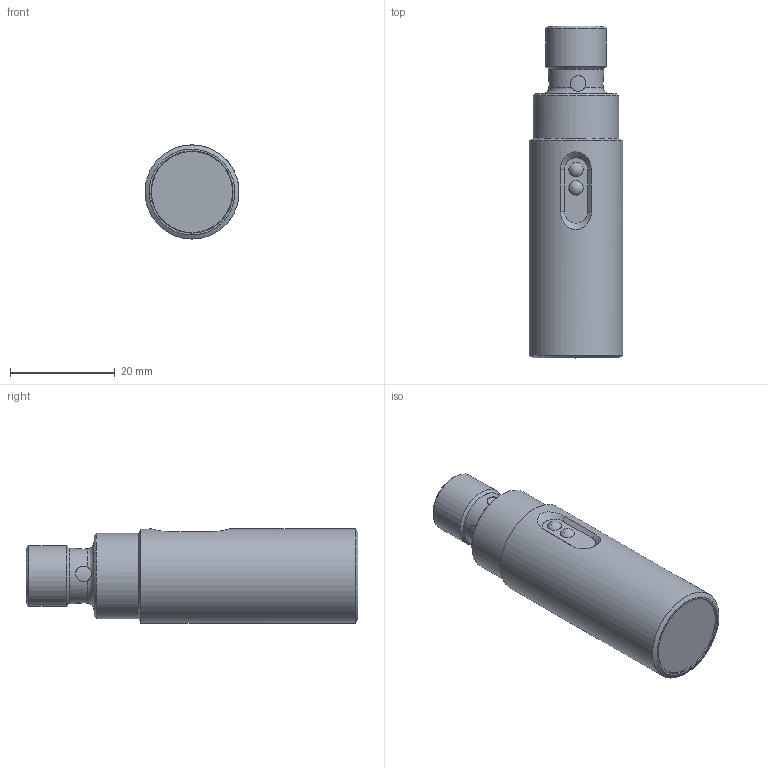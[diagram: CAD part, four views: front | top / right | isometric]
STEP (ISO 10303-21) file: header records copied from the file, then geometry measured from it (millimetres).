
FILE_DESCRIPTION (( 'STEP AP214' ), '1' );
FILE_NAME ('C18P-AN-1E.step', '2019-08-07T16:05:07', ( '' ), ( '' ), 'SwSTEP 2.0', 'SolidWorks 2018', '' );
FILE_SCHEMA (( 'AUTOMOTIVE_DESIGN' ));
Length unit declared in the file: inch
Products named in the file (1): C18P-AN-1E
Bounding box: 17.97 x 63.5 x 18 mm (x, y, z)
Volume: 13083.2 mm3; surface area: 4235.2 mm2
Topology: 1 solids, 2 shells, 54 faces, 134 edges, 88 vertices
Faces by surface type: cylinder 27, plane 11, cone 8, sphere 7, torus 1
Full cylindrical faces by diameter (mm): 1.008 x4, 3 x8, 8.499 x1, 10.551 x1, 11.64 x1, 16.4 x1, 18 x1
Entity records: 3934 total; most frequent: CARTESIAN_POINT 2353, DIRECTION 168, ORIENTED_EDGE 150, EDGE_LOOP 89, AXIS2_PLACEMENT_3D 80, EDGE_CURVE 75, FACE_OUTER_BOUND 72, VERTEX_POINT 60
